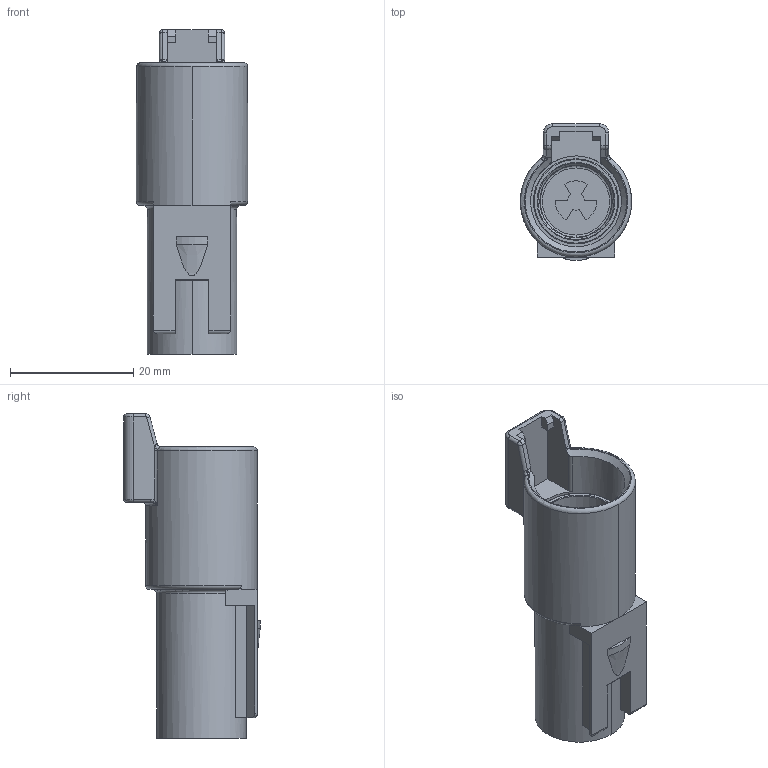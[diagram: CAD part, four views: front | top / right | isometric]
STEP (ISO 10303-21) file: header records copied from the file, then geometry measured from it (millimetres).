
FILE_DESCRIPTION((''),'2;1');
FILE_NAME('C-DTHD04-1-12P','2013-03-28T',('workeradm'),('Tyco Electronics Ltd.'),'PRO/ENGINEER BY PARAMETRIC TECHNOLOGY CORPORATION, 2011490','PRO/ENGINEER BY PARAMETRIC TECHNOLOGY CORPORATION, 2011490','');
FILE_SCHEMA(('AUTOMOTIVE_DESIGN { 1 0 10303 214 1 1 1 1 }'));
Length unit declared in the file: millimetre
Products named in the file (1): C-DTHD04-1-12P
Bounding box: 18.01 x 22.1 x 52.53 mm (x, y, z)
Volume: 7565.2 mm3; surface area: 4992 mm2
Topology: 1 solids, 1 shells, 170 faces, 415 edges, 258 vertices
Faces by surface type: cylinder 60, plane 60, torus 30, bspline 14, cone 6
Entity records: 6215 total; most frequent: CARTESIAN_POINT 1883, DIRECTION 864, ORIENTED_EDGE 830, EDGE_CURVE 415, AXIS2_PLACEMENT_3D 340, VERTEX_POINT 258, VECTOR 184, LINE 184
